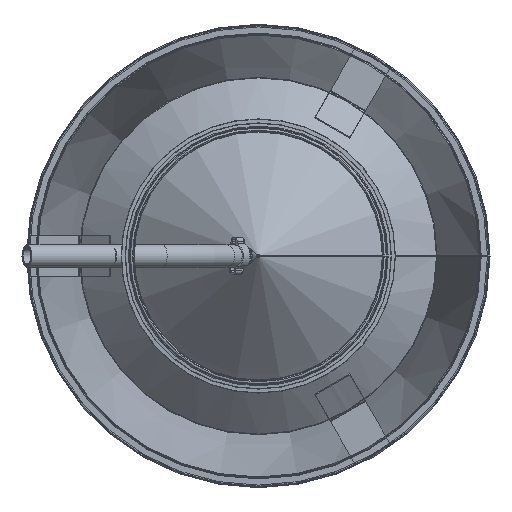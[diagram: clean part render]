
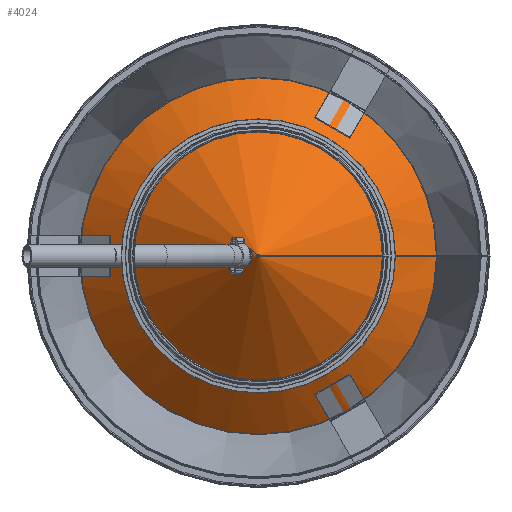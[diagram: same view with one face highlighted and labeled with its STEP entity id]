
A CAD part, front view. The second image highlights one B-rep face of the part: STEP entity #4024.
In plain terms, the highlighted conical face has half-angle 50 degrees and reference radius 55.636 mm.
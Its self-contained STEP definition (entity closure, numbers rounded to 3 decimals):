
#310=FACE_BOUND('',#1520,.T.);
#429=CIRCLE('',#4381,110.386);
#431=CIRCLE('',#4385,0.886);
#693=LINE('',#7047,#953);
#694=LINE('',#7048,#954);
#953=VECTOR('',#5203,142.942);
#954=VECTOR('',#5204,142.942);
#1126=CONICAL_SURFACE('',#4386,55.636,50.);
#1251=FACE_OUTER_BOUND('',#1519,.T.);
#1519=EDGE_LOOP('',(#2997,#2998,#2999,#3000));
#1520=EDGE_LOOP('',(#3001,#3002));
#1742=B_SPLINE_CURVE_WITH_KNOTS('',3,(#6921,#6922,#6923,#6924,#6925,#6926,
#6927,#6928,#6929,#6930,#6931,#6932,#6933,#6934,#6935,#6936,#6937,#6938,
#6939,#6940,#6941,#6942,#6943,#6944,#6945,#6946,#6947,#6948),
 .UNSPECIFIED.,.F.,.F.,(4,2,2,2,2,2,2,2,2,2,2,2,2,4),(1.001,1.002,
1.129,1.256,1.51,1.635,1.761,
1.882,2.003,2.135,2.267,2.395,
2.523,2.523),.UNSPECIFIED.);
#1743=B_SPLINE_CURVE_WITH_KNOTS('',3,(#6949,#6950,#6951,#6952,#6953,#6954,
#6955,#6956,#6957,#6958,#6959,#6960,#6961,#6962,#6963,#6964,#6965,#6966,
#6967,#6968,#6969,#6970,#6971,#6972,#6973),.UNSPECIFIED.,.F.,.F.,(4,2,2,
2,3,2,2,2,2,2,2,4),(2.523,2.651,2.779,
2.91,3.042,3.163,3.285,3.41,
3.535,3.789,3.916,4.043),
 .UNSPECIFIED.);
#1848=VERTEX_POINT('',#6919);
#1849=VERTEX_POINT('',#6920);
#1851=VERTEX_POINT('',#7026);
#1854=VERTEX_POINT('',#7031);
#1857=VERTEX_POINT('',#7041);
#1858=VERTEX_POINT('',#7043);
#2249=EDGE_CURVE('',#1848,#1849,#1742,.T.);
#2250=EDGE_CURVE('',#1849,#1848,#1743,.T.);
#2255=EDGE_CURVE('',#1854,#1851,#429,.T.);
#2260=EDGE_CURVE('',#1858,#1857,#431,.T.);
#2262=EDGE_CURVE('',#1857,#1851,#693,.T.);
#2263=EDGE_CURVE('',#1858,#1854,#694,.T.);
#2997=ORIENTED_EDGE('',*,*,#2262,.T.);
#2998=ORIENTED_EDGE('',*,*,#2255,.F.);
#2999=ORIENTED_EDGE('',*,*,#2263,.F.);
#3000=ORIENTED_EDGE('',*,*,#2260,.T.);
#3001=ORIENTED_EDGE('',*,*,#2249,.T.);
#3002=ORIENTED_EDGE('',*,*,#2250,.T.);
#4024=ADVANCED_FACE('',(#1251,#310),#1126,.T.);
#4381=AXIS2_PLACEMENT_3D('',#7033,#5187,#5188);
#4385=AXIS2_PLACEMENT_3D('',#7044,#5198,#5199);
#4386=AXIS2_PLACEMENT_3D('',#7046,#5201,#5202);
#5187=DIRECTION('center_axis',(0.,1.,0.));
#5188=DIRECTION('ref_axis',(1.,0.,0.));
#5198=DIRECTION('center_axis',(0.,1.,0.));
#5199=DIRECTION('ref_axis',(1.,0.,0.));
#5201=DIRECTION('center_axis',(0.,1.,0.));
#5202=DIRECTION('ref_axis',(1.,0.,0.));
#5203=DIRECTION('',(0.766,0.643,0.));
#5204=DIRECTION('',(0.766,0.643,0.));
#6919=CARTESIAN_POINT('',(-11.876,9.182,-0.001));
#6920=CARTESIAN_POINT('',(-4.216,2.754,0.));
#6921=CARTESIAN_POINT('Ctrl Pts',(-11.876,9.182,-0.001));
#6922=CARTESIAN_POINT('Ctrl Pts',(-11.876,9.182,-0.001));
#6923=CARTESIAN_POINT('Ctrl Pts',(-11.876,9.182,0.));
#6924=CARTESIAN_POINT('Ctrl Pts',(-11.876,9.182,0.424));
#6925=CARTESIAN_POINT('Ctrl Pts',(-11.825,9.158,0.855));
#6926=CARTESIAN_POINT('Ctrl Pts',(-11.618,9.062,1.694));
#6927=CARTESIAN_POINT('Ctrl Pts',(-11.462,8.988,2.101));
#6928=CARTESIAN_POINT('Ctrl Pts',(-10.86,8.7,3.234));
#6929=CARTESIAN_POINT('Ctrl Pts',(-10.273,8.411,3.868));
#6930=CARTESIAN_POINT('Ctrl Pts',(-9.312,7.893,4.506));
#6931=CARTESIAN_POINT('Ctrl Pts',(-8.947,7.688,4.688));
#6932=CARTESIAN_POINT('Ctrl Pts',(-8.2,7.242,4.932));
#6933=CARTESIAN_POINT('Ctrl Pts',(-7.819,7.,4.993));
#6934=CARTESIAN_POINT('Ctrl Pts',(-7.143,6.534,5.005));
#6935=CARTESIAN_POINT('Ctrl Pts',(-6.79,6.272,4.96));
#6936=CARTESIAN_POINT('Ctrl Pts',(-6.137,5.729,4.752));
#6937=CARTESIAN_POINT('Ctrl Pts',(-5.838,5.447,4.589));
#6938=CARTESIAN_POINT('Ctrl Pts',(-5.33,4.905,4.189));
#6939=CARTESIAN_POINT('Ctrl Pts',(-5.086,4.6,3.913));
#6940=CARTESIAN_POINT('Ctrl Pts',(-4.703,4.02,3.267));
#6941=CARTESIAN_POINT('Ctrl Pts',(-4.563,3.746,2.898));
#6942=CARTESIAN_POINT('Ctrl Pts',(-4.374,3.31,2.174));
#6943=CARTESIAN_POINT('Ctrl Pts',(-4.309,3.107,1.758));
#6944=CARTESIAN_POINT('Ctrl Pts',(-4.231,2.827,0.885));
#6945=CARTESIAN_POINT('Ctrl Pts',(-4.216,2.754,0.427));
#6946=CARTESIAN_POINT('Ctrl Pts',(-4.216,2.754,0.));
#6947=CARTESIAN_POINT('Ctrl Pts',(-4.216,2.754,0.));
#6948=CARTESIAN_POINT('Ctrl Pts',(-4.216,2.754,0.));
#6949=CARTESIAN_POINT('Ctrl Pts',(-4.216,2.754,0.));
#6950=CARTESIAN_POINT('Ctrl Pts',(-4.216,2.754,-0.427));
#6951=CARTESIAN_POINT('Ctrl Pts',(-4.23,2.827,-0.885));
#6952=CARTESIAN_POINT('Ctrl Pts',(-4.309,3.107,-1.758));
#6953=CARTESIAN_POINT('Ctrl Pts',(-4.374,3.31,-2.174));
#6954=CARTESIAN_POINT('Ctrl Pts',(-4.563,3.746,-2.898));
#6955=CARTESIAN_POINT('Ctrl Pts',(-4.703,4.02,-3.267));
#6956=CARTESIAN_POINT('Ctrl Pts',(-5.086,4.6,-3.913));
#6957=CARTESIAN_POINT('Ctrl Pts',(-5.33,4.905,-4.189));
#6958=CARTESIAN_POINT('Ctrl Pts',(-5.594,5.187,-4.397));
#6959=CARTESIAN_POINT('Ctrl Pts',(-5.838,5.447,-4.588));
#6960=CARTESIAN_POINT('Ctrl Pts',(-6.137,5.729,-4.752));
#6961=CARTESIAN_POINT('Ctrl Pts',(-6.79,6.272,-4.96));
#6962=CARTESIAN_POINT('Ctrl Pts',(-7.143,6.534,-5.005));
#6963=CARTESIAN_POINT('Ctrl Pts',(-7.819,7.,-4.993));
#6964=CARTESIAN_POINT('Ctrl Pts',(-8.2,7.242,-4.932));
#6965=CARTESIAN_POINT('Ctrl Pts',(-8.947,7.688,-4.688));
#6966=CARTESIAN_POINT('Ctrl Pts',(-9.312,7.893,-4.506));
#6967=CARTESIAN_POINT('Ctrl Pts',(-10.273,8.411,-3.868));
#6968=CARTESIAN_POINT('Ctrl Pts',(-10.86,8.7,-3.234));
#6969=CARTESIAN_POINT('Ctrl Pts',(-11.462,8.988,-2.101));
#6970=CARTESIAN_POINT('Ctrl Pts',(-11.618,9.062,-1.694));
#6971=CARTESIAN_POINT('Ctrl Pts',(-11.825,9.158,-0.856));
#6972=CARTESIAN_POINT('Ctrl Pts',(-11.876,9.182,-0.425));
#6973=CARTESIAN_POINT('Ctrl Pts',(-11.876,9.182,-0.001));
#7026=CARTESIAN_POINT('',(110.386,91.841,0.019));
#7031=CARTESIAN_POINT('',(110.386,91.841,0.));
#7033=CARTESIAN_POINT('Origin',(0.,91.841,0.));
#7041=CARTESIAN_POINT('',(0.886,-0.04,0.));
#7043=CARTESIAN_POINT('',(0.886,-0.04,0.));
#7044=CARTESIAN_POINT('Origin',(0.,-0.04,0.));
#7046=CARTESIAN_POINT('Origin',(0.,45.901,0.));
#7047=CARTESIAN_POINT('',(0.886,-0.04,0.));
#7048=CARTESIAN_POINT('',(0.886,-0.04,0.));
